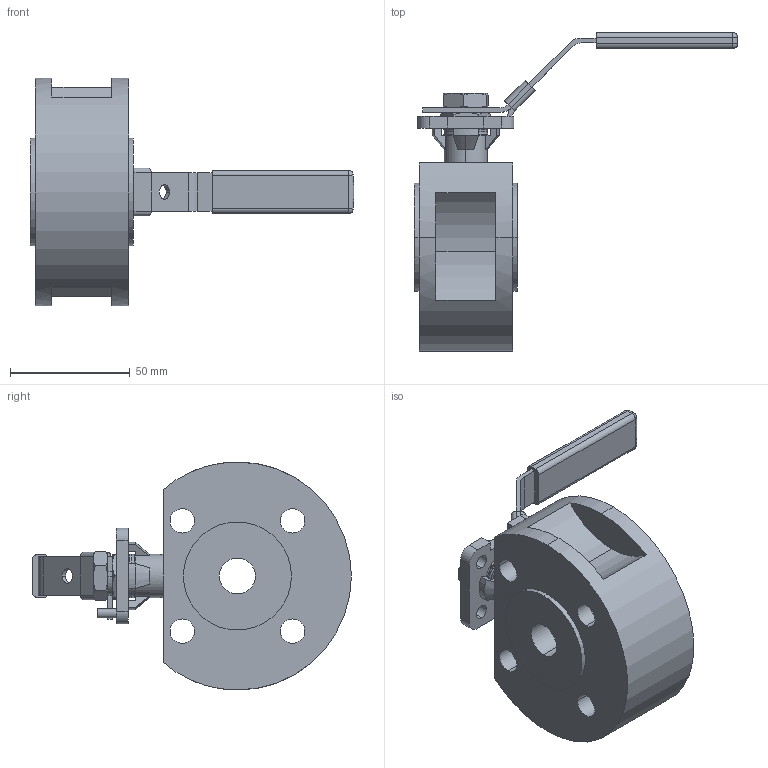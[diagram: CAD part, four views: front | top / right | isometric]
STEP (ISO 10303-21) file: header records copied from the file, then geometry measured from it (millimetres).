
FILE_DESCRIPTION (( 'STEP AP203' ), '1' );
FILE_NAME ('MD-57D-DN15.STEP', '2020-02-12T05:19:19', ( '' ), ( '' ), 'SwSTEP 2.0', 'SolidWorks 2012', '' );
FILE_SCHEMA (( 'CONFIG_CONTROL_DESIGN' ));
Length unit declared in the file: millimetre
Products named in the file (5): MD-57D-DN15; Hexagon Thin Nut ISO - 4035 - M12 - C_Hexagon Thin Nut ISO - 4035 - M12 - C; V-158-HANDLE-112; MD-57D-TAB WASHER_DN15; MD-57D-PN16-BODY_DN15
Assembly tree (5 placements, depth 2):
  MD-57D-DN15
    MD-57D-PN16-BODY_DN15
    MD-57D-TAB WASHER_DN15
    V-158-HANDLE-112
    Hexagon Thin Nut ISO - 4035 - M12 - C_Hexagon Thin Nut ISO - 4035 - M12 - C  x2
Bounding box: 134.84 x 132.83 x 95 mm (x, y, z)
Volume: 230844.3 mm3; surface area: 46868.6 mm2
Topology: 5 solids, 5 shells, 244 faces, 633 edges, 396 vertices
Faces by surface type: plane 106, cylinder 82, cone 49, sphere 4, torus 3
Entity records: 7387 total; most frequent: CARTESIAN_POINT 1291, DIRECTION 1212, ORIENTED_EDGE 1138, EDGE_CURVE 569, AXIS2_PLACEMENT_3D 443, VERTEX_POINT 362, LINE 326, VECTOR 326
